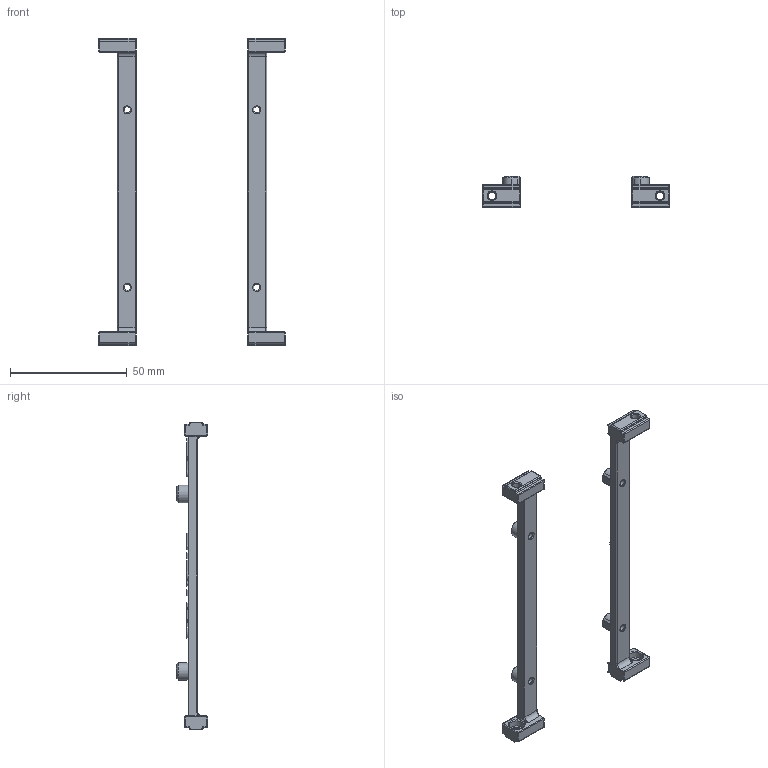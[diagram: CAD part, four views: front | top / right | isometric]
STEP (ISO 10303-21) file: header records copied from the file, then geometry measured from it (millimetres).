
FILE_DESCRIPTION(/* description */ (''),/* implementation_level */ '2;1');
FILE_NAME(/* name */ 'B-Bracket_SKR_L_2-R.stp',/* time_stamp */ '2020-10-28T17:42:05-07:00',/* author */ (''),/* organization */ (''),/* preprocessor_version */ 'ST-DEVELOPER v18.1',/* originating_system */ 'Autodesk Translation Framework v9.3.0.1241',/* authorisation */ '');
FILE_SCHEMA (('AUTOMOTIVE_DESIGN { 1 0 10303 214 3 1 1 }'));
Length unit declared in the file: millimetre
Products named in the file (1): SKR 1.3 Mount
Bounding box: 80 x 13.35 x 132 mm (x, y, z)
Volume: 11524.9 mm3; surface area: 9054.9 mm2
Topology: 2 solids, 2 shells, 752 faces, 1929 edges, 1202 vertices
Faces by surface type: plane 248, bspline 228, cylinder 172, sphere 48, torus 44, cone 12
Full cylindrical faces by diameter (mm): 2.7 x4, 3.4 x4, 6.5 x4
Entity records: 24944 total; most frequent: CARTESIAN_POINT 7984, ORIENTED_EDGE 3850, DIRECTION 2937, EDGE_CURVE 1925, VERTEX_POINT 1202, LINE 1031, VECTOR 1031, AXIS2_PLACEMENT_3D 953
